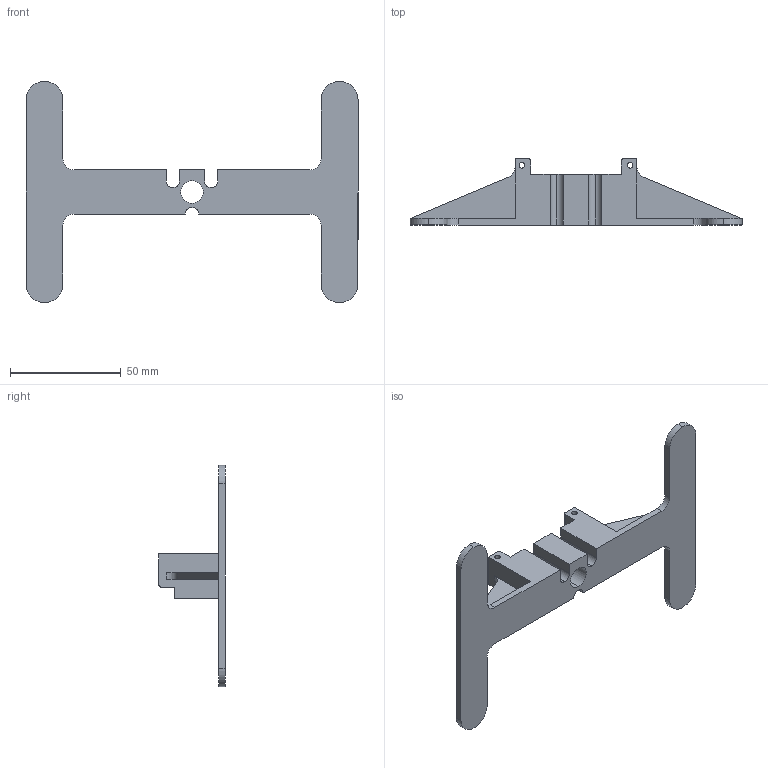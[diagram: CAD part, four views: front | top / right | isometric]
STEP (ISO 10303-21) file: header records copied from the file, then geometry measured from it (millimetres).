
FILE_DESCRIPTION (( 'STEP AP214' ), '1' );
FILE_NAME ('vicon ball mount.STEP', '2024-05-09T04:26:23', ( '' ), ( '' ), 'SwSTEP 2.0', 'SolidWorks 2023', '' );
FILE_SCHEMA (( 'AUTOMOTIVE_DESIGN' ));
Length unit declared in the file: millimetre
Products named in the file (1): vicon ball mount
Bounding box: 150 x 30 x 100 mm (x, y, z)
Volume: 38640.3 mm3; surface area: 19696.6 mm2
Topology: 1 solids, 1 shells, 68 faces, 190 edges, 122 vertices
Faces by surface type: plane 35, cylinder 31, sphere 2
Entity records: 2209 total; most frequent: DIRECTION 388, CARTESIAN_POINT 379, ORIENTED_EDGE 376, EDGE_CURVE 188, AXIS2_PLACEMENT_3D 131, LINE 126, VECTOR 126, VERTEX_POINT 122
